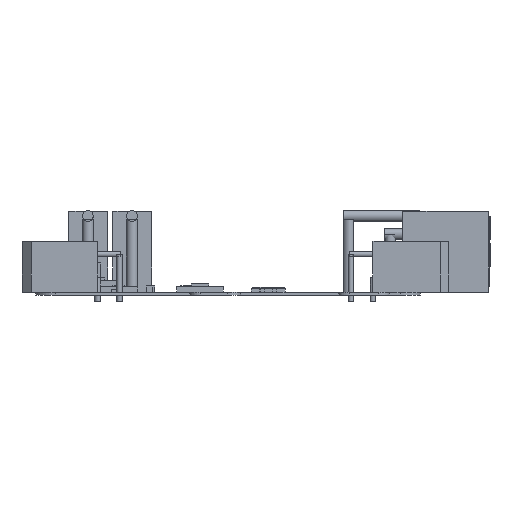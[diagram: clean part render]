
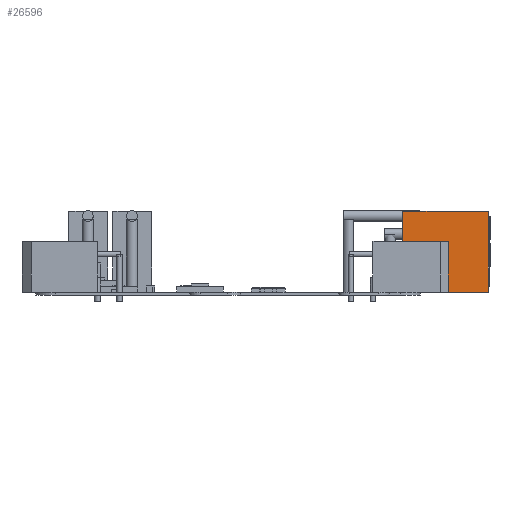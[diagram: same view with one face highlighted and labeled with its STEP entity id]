
A CAD part, left-side view. The second image highlights one B-rep face of the part: STEP entity #26596.
In plain terms, the highlighted planar face has unit normal (-1, 0, 0).
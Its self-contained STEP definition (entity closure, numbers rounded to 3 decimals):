
#26333 = EDGE_CURVE('',#26334,#26336,#26338,.T.);
#26334 = VERTEX_POINT('',#26335);
#26335 = CARTESIAN_POINT('',(-2.731,5.969,0.));
#26336 = VERTEX_POINT('',#26337);
#26337 = CARTESIAN_POINT('',(-2.731,5.969,11.328));
#26338 = SURFACE_CURVE('',#26339,(#26343,#26355),.PCURVE_S1.);
#26339 = LINE('',#26340,#26341);
#26340 = CARTESIAN_POINT('',(-2.731,5.969,0.));
#26341 = VECTOR('',#26342,1.);
#26342 = DIRECTION('',(0.,0.,1.));
#26343 = PCURVE('',#26344,#26349);
#26344 = PLANE('',#26345);
#26345 = AXIS2_PLACEMENT_3D('',#26346,#26347,#26348);
#26346 = CARTESIAN_POINT('',(-2.731,5.969,0.));
#26347 = DIRECTION('',(0.,1.,0.));
#26348 = DIRECTION('',(1.,0.,0.));
#26349 = DEFINITIONAL_REPRESENTATION('',(#26350),#26354);
#26350 = LINE('',#26351,#26352);
#26351 = CARTESIAN_POINT('',(0.,0.));
#26352 = VECTOR('',#26353,1.);
#26353 = DIRECTION('',(0.,-1.));
#26354 = ( GEOMETRIC_REPRESENTATION_CONTEXT(2) 
PARAMETRIC_REPRESENTATION_CONTEXT() REPRESENTATION_CONTEXT('2D SPACE',''
  ) );
#26355 = PCURVE('',#26356,#26361);
#26356 = PLANE('',#26357);
#26357 = AXIS2_PLACEMENT_3D('',#26358,#26359,#26360);
#26358 = CARTESIAN_POINT('',(-2.731,-5.969,0.));
#26359 = DIRECTION('',(-1.,0.,0.));
#26360 = DIRECTION('',(0.,1.,0.));
#26361 = DEFINITIONAL_REPRESENTATION('',(#26362),#26366);
#26362 = LINE('',#26363,#26364);
#26363 = CARTESIAN_POINT('',(11.938,0.));
#26364 = VECTOR('',#26365,1.);
#26365 = DIRECTION('',(0.,-1.));
#26366 = ( GEOMETRIC_REPRESENTATION_CONTEXT(2) 
PARAMETRIC_REPRESENTATION_CONTEXT() REPRESENTATION_CONTEXT('2D SPACE',''
  ) );
#26384 = PLANE('',#26385);
#26385 = AXIS2_PLACEMENT_3D('',#26386,#26387,#26388);
#26386 = CARTESIAN_POINT('',(-2.731,5.969,11.328));
#26387 = DIRECTION('',(0.,0.,1.));
#26388 = DIRECTION('',(1.,0.,0.));
#26438 = PLANE('',#26439);
#26439 = AXIS2_PLACEMENT_3D('',#26440,#26441,#26442);
#26440 = CARTESIAN_POINT('',(-2.731,5.969,0.));
#26441 = DIRECTION('',(0.,0.,1.));
#26442 = DIRECTION('',(1.,0.,0.));
#26493 = PLANE('',#26494);
#26494 = AXIS2_PLACEMENT_3D('',#26495,#26496,#26497);
#26495 = CARTESIAN_POINT('',(2.731,-5.969,0.));
#26496 = DIRECTION('',(0.,-1.,0.));
#26497 = DIRECTION('',(-1.,0.,0.));
#26531 = VERTEX_POINT('',#26532);
#26532 = CARTESIAN_POINT('',(-2.731,-5.969,11.328));
#26553 = EDGE_CURVE('',#26554,#26531,#26556,.T.);
#26554 = VERTEX_POINT('',#26555);
#26555 = CARTESIAN_POINT('',(-2.731,-5.969,0.));
#26556 = SURFACE_CURVE('',#26557,(#26561,#26568),.PCURVE_S1.);
#26557 = LINE('',#26558,#26559);
#26558 = CARTESIAN_POINT('',(-2.731,-5.969,0.));
#26559 = VECTOR('',#26560,1.);
#26560 = DIRECTION('',(0.,0.,1.));
#26561 = PCURVE('',#26493,#26562);
#26562 = DEFINITIONAL_REPRESENTATION('',(#26563),#26567);
#26563 = LINE('',#26564,#26565);
#26564 = CARTESIAN_POINT('',(5.461,0.));
#26565 = VECTOR('',#26566,1.);
#26566 = DIRECTION('',(0.,-1.));
#26567 = ( GEOMETRIC_REPRESENTATION_CONTEXT(2) 
PARAMETRIC_REPRESENTATION_CONTEXT() REPRESENTATION_CONTEXT('2D SPACE',''
  ) );
#26568 = PCURVE('',#26356,#26569);
#26569 = DEFINITIONAL_REPRESENTATION('',(#26570),#26574);
#26570 = LINE('',#26571,#26572);
#26571 = CARTESIAN_POINT('',(0.,0.));
#26572 = VECTOR('',#26573,1.);
#26573 = DIRECTION('',(0.,-1.));
#26574 = ( GEOMETRIC_REPRESENTATION_CONTEXT(2) 
PARAMETRIC_REPRESENTATION_CONTEXT() REPRESENTATION_CONTEXT('2D SPACE',''
  ) );
#26596 = ADVANCED_FACE('',(#26597),#26356,.T.);
#26597 = FACE_BOUND('',#26598,.T.);
#26598 = EDGE_LOOP('',(#26599,#26600,#26621,#26622));
#26599 = ORIENTED_EDGE('',*,*,#26553,.T.);
#26600 = ORIENTED_EDGE('',*,*,#26601,.T.);
#26601 = EDGE_CURVE('',#26531,#26336,#26602,.T.);
#26602 = SURFACE_CURVE('',#26603,(#26607,#26614),.PCURVE_S1.);
#26603 = LINE('',#26604,#26605);
#26604 = CARTESIAN_POINT('',(-2.731,-5.969,11.328));
#26605 = VECTOR('',#26606,1.);
#26606 = DIRECTION('',(0.,1.,0.));
#26607 = PCURVE('',#26356,#26608);
#26608 = DEFINITIONAL_REPRESENTATION('',(#26609),#26613);
#26609 = LINE('',#26610,#26611);
#26610 = CARTESIAN_POINT('',(0.,-11.328));
#26611 = VECTOR('',#26612,1.);
#26612 = DIRECTION('',(1.,0.));
#26613 = ( GEOMETRIC_REPRESENTATION_CONTEXT(2) 
PARAMETRIC_REPRESENTATION_CONTEXT() REPRESENTATION_CONTEXT('2D SPACE',''
  ) );
#26614 = PCURVE('',#26384,#26615);
#26615 = DEFINITIONAL_REPRESENTATION('',(#26616),#26620);
#26616 = LINE('',#26617,#26618);
#26617 = CARTESIAN_POINT('',(0.,-11.938));
#26618 = VECTOR('',#26619,1.);
#26619 = DIRECTION('',(0.,1.));
#26620 = ( GEOMETRIC_REPRESENTATION_CONTEXT(2) 
PARAMETRIC_REPRESENTATION_CONTEXT() REPRESENTATION_CONTEXT('2D SPACE',''
  ) );
#26621 = ORIENTED_EDGE('',*,*,#26333,.F.);
#26622 = ORIENTED_EDGE('',*,*,#26623,.F.);
#26623 = EDGE_CURVE('',#26554,#26334,#26624,.T.);
#26624 = SURFACE_CURVE('',#26625,(#26629,#26636),.PCURVE_S1.);
#26625 = LINE('',#26626,#26627);
#26626 = CARTESIAN_POINT('',(-2.731,-5.969,0.));
#26627 = VECTOR('',#26628,1.);
#26628 = DIRECTION('',(0.,1.,0.));
#26629 = PCURVE('',#26356,#26630);
#26630 = DEFINITIONAL_REPRESENTATION('',(#26631),#26635);
#26631 = LINE('',#26632,#26633);
#26632 = CARTESIAN_POINT('',(0.,0.));
#26633 = VECTOR('',#26634,1.);
#26634 = DIRECTION('',(1.,0.));
#26635 = ( GEOMETRIC_REPRESENTATION_CONTEXT(2) 
PARAMETRIC_REPRESENTATION_CONTEXT() REPRESENTATION_CONTEXT('2D SPACE',''
  ) );
#26636 = PCURVE('',#26438,#26637);
#26637 = DEFINITIONAL_REPRESENTATION('',(#26638),#26642);
#26638 = LINE('',#26639,#26640);
#26639 = CARTESIAN_POINT('',(0.,-11.938));
#26640 = VECTOR('',#26641,1.);
#26641 = DIRECTION('',(0.,1.));
#26642 = ( GEOMETRIC_REPRESENTATION_CONTEXT(2) 
PARAMETRIC_REPRESENTATION_CONTEXT() REPRESENTATION_CONTEXT('2D SPACE',''
  ) );
